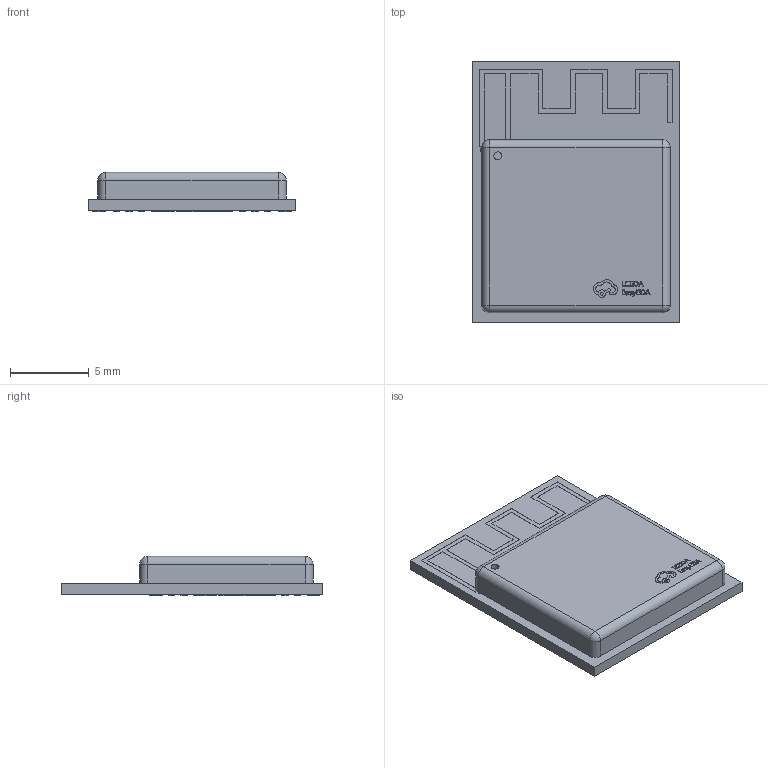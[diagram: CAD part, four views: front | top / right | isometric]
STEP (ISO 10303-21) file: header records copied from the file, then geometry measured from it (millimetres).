
FILE_DESCRIPTION (( 'STEP AP214' ), '1' );
FILE_NAME ('WIFIM-SMD_61P-L16.6-W13.2-P0.80-ESP32-C6-MINI-1-N4.STEP', '2023-11-24T15:13:37', ( '' ), ( '' ), 'SwSTEP 2.0', 'SolidWorks 2020', '' );
FILE_SCHEMA (( 'AUTOMOTIVE_DESIGN' ));
Length unit declared in the file: millimetre
Products named in the file (1): WIFIM-SMD_61P-L16.6-W13.2-P0.80-ESP32-C6-MINI-1-N4
Bounding box: 13.2 x 16.6 x 2.51 mm (x, y, z)
Volume: 377.6 mm3; surface area: 568 mm2
Topology: 1 solids, 1 shells, 589 faces, 1505 edges, 996 vertices
Faces by surface type: plane 475, bspline 98, cylinder 12, sphere 4
Entity records: 24239 total; most frequent: CARTESIAN_POINT 4393, ORIENTED_EDGE 3002, DIRECTION 2313, EDGE_CURVE 1501, LINE 1273, VECTOR 1273, VERTEX_POINT 996, EDGE_LOOP 671
